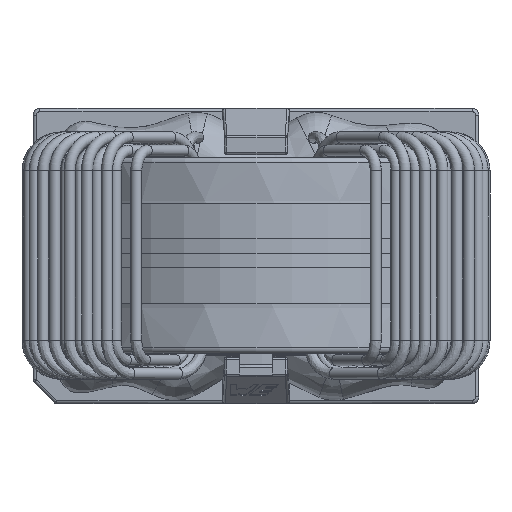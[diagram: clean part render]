
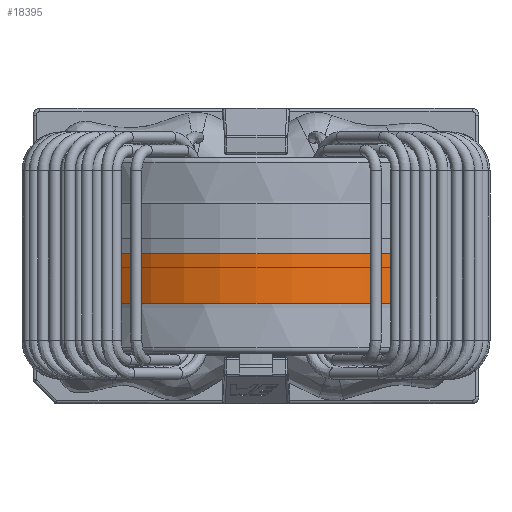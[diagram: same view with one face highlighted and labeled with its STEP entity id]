
A CAD part, top view. The second image highlights one B-rep face of the part: STEP entity #18395.
In plain terms, the highlighted conical face has half-angle 0.382 degrees and reference radius 18.82 mm.
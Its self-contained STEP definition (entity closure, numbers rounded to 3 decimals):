
#1144=CIRCLE('',#20151,18.82);
#1145=CIRCLE('',#20153,18.79);
#1949=CONICAL_SURFACE('',#20152,18.82,0.007);
#3012=ORIENTED_EDGE('',*,*,#7454,.T.);
#3013=ORIENTED_EDGE('',*,*,#7453,.F.);
#7453=EDGE_CURVE('',#9771,#9771,#1144,.T.);
#7454=EDGE_CURVE('',#9772,#9772,#1145,.T.);
#9771=VERTEX_POINT('',#28156);
#9772=VERTEX_POINT('',#28159);
#14161=EDGE_LOOP('',(#3012));
#14162=EDGE_LOOP('',(#3013));
#16056=FACE_BOUND('',#14161,.T.);
#16057=FACE_BOUND('',#14162,.T.);
#18395=ADVANCED_FACE('',(#16056,#16057),#1949,.T.);
#20151=AXIS2_PLACEMENT_3D('',#28155,#22825,#22826);
#20152=AXIS2_PLACEMENT_3D('',#28157,#22827,#22828);
#20153=AXIS2_PLACEMENT_3D('',#28158,#22829,#22830);
#22825=DIRECTION('',(0.,-1.,0.));
#22826=DIRECTION('',(0.,0.,-1.));
#22827=DIRECTION('',(0.,-1.,0.));
#22828=DIRECTION('',(0.,0.,-1.));
#22829=DIRECTION('',(0.,-1.,0.));
#22830=DIRECTION('',(0.,0.,-1.));
#28155=CARTESIAN_POINT('',(0.,-4.5,0.));
#28156=CARTESIAN_POINT('',(0.,-4.5,-18.82));
#28157=CARTESIAN_POINT('',(0.,-4.5,0.));
#28158=CARTESIAN_POINT('',(0.,0.,0.));
#28159=CARTESIAN_POINT('',(0.,0.,-18.79));
